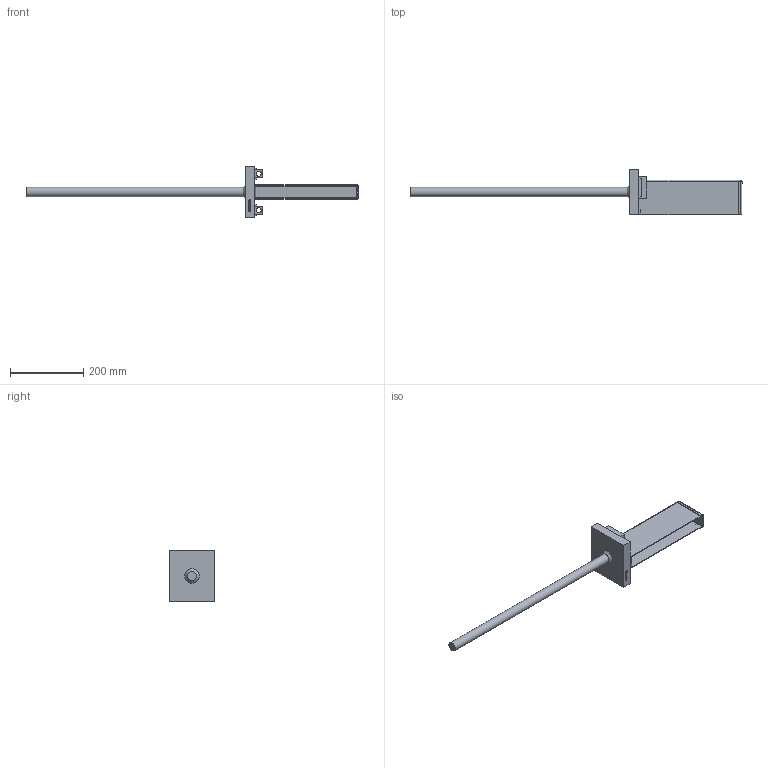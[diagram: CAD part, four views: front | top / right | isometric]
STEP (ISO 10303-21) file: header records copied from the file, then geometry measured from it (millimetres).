
FILE_DESCRIPTION(/* description */ (''),/* implementation_level */ '2;1');
FILE_NAME(/* name */ 'SF 450 Column unit.stp',/* time_stamp */ '2016-06-21T20:03:16+02:00',/* author */ ('OEM'),/* organization */ (''),/* preprocessor_version */ 'ST-DEVELOPER v15.2',/* originating_system */ 'Autodesk Inventor 2014',/* authorisation */ '');
FILE_SCHEMA (('CONFIG_CONTROL_DESIGN'));
Length unit declared in the file: millimetre
Products named in the file (7): SF 450 Column unit_Welds; SF 450-1 U-channel; SF 450-2 Steel plate; SF 450-3 Threaded insert; SF 450-4 Reinforcement bar; SF 450-5 Round bar; SF 450 Column unit
Bounding box: 907 x 125 x 140 mm (x, y, z)
Volume: 915261.8 mm3; surface area: 259253.6 mm2
Topology: 17 solids, 17 shells, 262 faces, 620 edges, 401 vertices
Faces by surface type: plane 181, bspline 64, cylinder 16, cone 1
Full cylindrical faces by diameter (mm): 8 x1, 13.8 x2, 25 x2
Entity records: 7859 total; most frequent: CARTESIAN_POINT 2280, ORIENTED_EDGE 1196, DIRECTION 913, EDGE_CURVE 598, LINE 437, VECTOR 437, VERTEX_POINT 389, EDGE_LOOP 273
